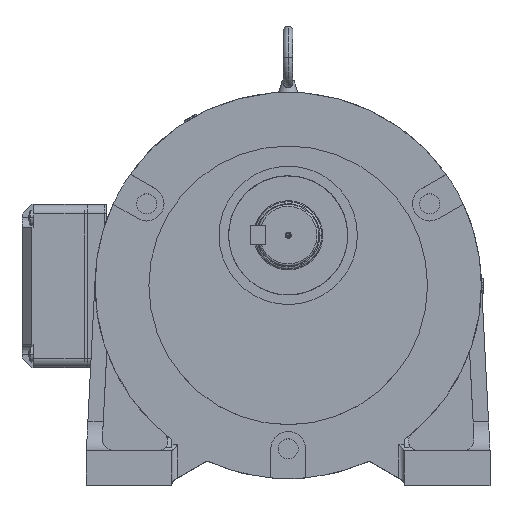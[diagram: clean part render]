
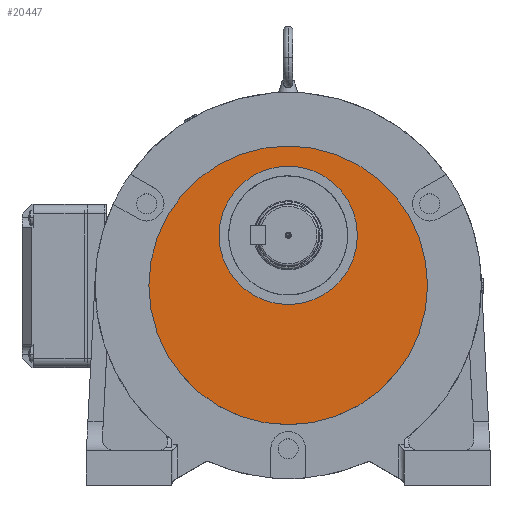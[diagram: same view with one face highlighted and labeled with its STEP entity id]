
A CAD part, top view. The second image highlights one B-rep face of the part: STEP entity #20447.
In plain terms, the highlighted face is planar.
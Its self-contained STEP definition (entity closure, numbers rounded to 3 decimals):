
#20445 = EDGE_CURVE ( 'NONE', #41840, #41104, #40740, .T. ) ;
#20446 = EDGE_LOOP ( 'NONE', ( #20452, #20462 ) ) ;
#20447 = ADVANCED_FACE ( 'NONE', ( #41005, #41002 ), #40729, .T. ) ;
#20448 = ORIENTED_EDGE ( 'NONE', *, *, #42037, .T. ) ;
#20451 = EDGE_LOOP ( 'NONE', ( #20454, #20448 ) ) ;
#20452 = ORIENTED_EDGE ( 'NONE', *, *, #20465, .F. ) ;
#20454 = ORIENTED_EDGE ( 'NONE', *, *, #20445, .T. ) ;
#20462 = ORIENTED_EDGE ( 'NONE', *, *, #47335, .F. ) ;
#20465 = EDGE_CURVE ( 'NONE', #47300, #39921, #40984, .T. ) ;
#39693 = CARTESIAN_POINT ( 'NONE',  ( 0., 0., -95. ) ) ;
#39695 = DIRECTION ( 'NONE',  ( 0., 0., -1. ) ) ;
#39921 = VERTEX_POINT ( 'NONE', #64393 ) ;
#40208 = DIRECTION ( 'NONE',  ( -1., 0., 0. ) ) ;
#40723 = DIRECTION ( 'NONE',  ( -1., 0., 0. ) ) ;
#40724 = DIRECTION ( 'NONE',  ( 0., 0., -1. ) ) ;
#40725 = AXIS2_PLACEMENT_3D ( 'NONE', #39693, #39695, #40208 ) ;
#40729 = PLANE ( 'NONE',  #40725 ) ;
#40735 = AXIS2_PLACEMENT_3D ( 'NONE', #40745, #40724, #40723 ) ;
#40740 = CIRCLE ( 'NONE', #40735, 72.5 ) ;
#40745 = CARTESIAN_POINT ( 'NONE',  ( 0., 0., -95. ) ) ;
#40982 = DIRECTION ( 'NONE',  ( -1., 0., 0. ) ) ;
#40984 = CIRCLE ( 'NONE', #40988, 36. ) ;
#40987 = CARTESIAN_POINT ( 'NONE',  ( 0., 26., -95. ) ) ;
#40988 = AXIS2_PLACEMENT_3D ( 'NONE', #40987, #41011, #40982 ) ;
#41002 = FACE_BOUND ( 'NONE', #20446, .T. ) ;
#41005 = FACE_OUTER_BOUND ( 'NONE', #20451, .T. ) ;
#41011 = DIRECTION ( 'NONE',  ( 0., 0., -1. ) ) ;
#41104 = VERTEX_POINT ( 'NONE', #64526 ) ;
#41840 = VERTEX_POINT ( 'NONE', #64574 ) ;
#42037 = EDGE_CURVE ( 'NONE', #41104, #41840, #64607, .T. ) ;
#47300 = VERTEX_POINT ( 'NONE', #66274 ) ;
#47335 = EDGE_CURVE ( 'NONE', #39921, #47300, #66296, .T. ) ;
#64393 = CARTESIAN_POINT ( 'NONE',  ( -36., 26., -95. ) ) ;
#64526 = CARTESIAN_POINT ( 'NONE',  ( -72.5, 0., -95. ) ) ;
#64574 = CARTESIAN_POINT ( 'NONE',  ( 72.5, 0., -95. ) ) ;
#64603 = AXIS2_PLACEMENT_3D ( 'NONE', #64664, #64663, #64662 ) ;
#64607 = CIRCLE ( 'NONE', #64603, 72.5 ) ;
#64662 = DIRECTION ( 'NONE',  ( -1., 0., 0. ) ) ;
#64663 = DIRECTION ( 'NONE',  ( 0., 0., -1. ) ) ;
#64664 = CARTESIAN_POINT ( 'NONE',  ( 0., 0., -95. ) ) ;
#66274 = CARTESIAN_POINT ( 'NONE',  ( 36., 26., -95. ) ) ;
#66284 = DIRECTION ( 'NONE',  ( -1., 0., 0. ) ) ;
#66285 = DIRECTION ( 'NONE',  ( 0., 0., -1. ) ) ;
#66286 = AXIS2_PLACEMENT_3D ( 'NONE', #66290, #66285, #66284 ) ;
#66290 = CARTESIAN_POINT ( 'NONE',  ( 0., 26., -95. ) ) ;
#66296 = CIRCLE ( 'NONE', #66286, 36. ) ;
